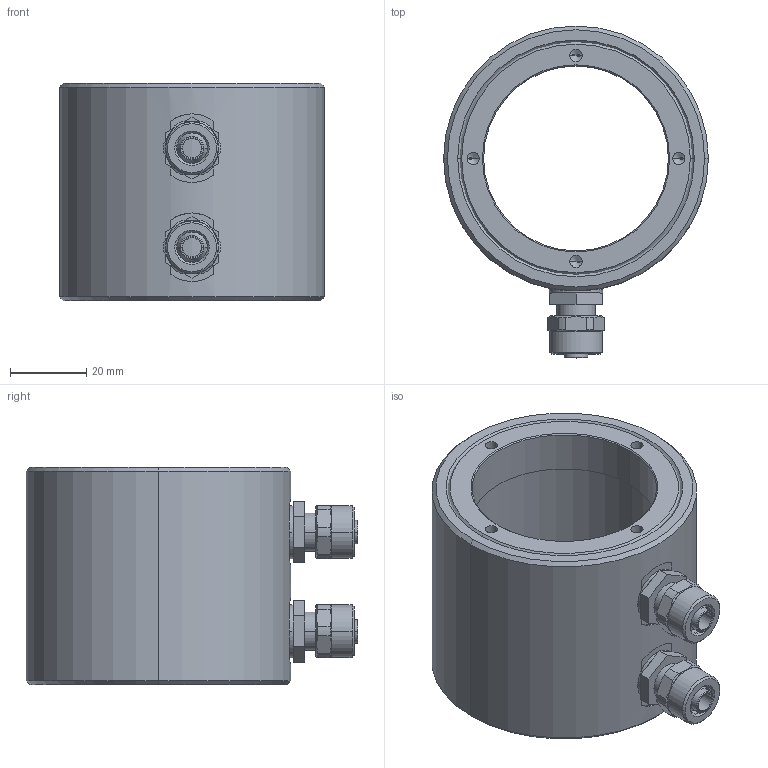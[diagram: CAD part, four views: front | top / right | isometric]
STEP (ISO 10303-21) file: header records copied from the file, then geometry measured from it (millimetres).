
FILE_DESCRIPTION (( 'STEP AP214' ), '1' );
FILE_NAME ('9C313 Kühlflasch.STEP', '2007-09-28T11:16:09', ( 'ab' ), ( '' ), 'SwSTEP 2.0', 'SolidWorks 2007', '' );
FILE_SCHEMA (( 'AUTOMOTIVE_DESIGN' ));
Length unit declared in the file: millimetre
Products named in the file (6): 1C332 Aussenrohr-KF; 65010 Einschraubverschraubung G1_8; 1C331 Innenrohr-KF; O-Ringe_O-Ring 57 x 1,5; 65013 Fiberdichtung f黵 G1_8; 9C313 Kühlflasch
Assembly tree (8 placements, depth 2):
  9C313 Kühlflasch
    65013 Fiberdichtung f黵 G1_8  x2
    65010 Einschraubverschraubung G1_8  x2
    1C332 Aussenrohr-KF
    1C331 Innenrohr-KF
    O-Ringe_O-Ring 57 x 1,5  x2
Bounding box: 69.5 x 87.05 x 57 mm (x, y, z)
Volume: 84808.7 mm3; surface area: 55976.9 mm2
Topology: 8 solids, 8 shells, 339 faces, 735 edges, 432 vertices
Faces by surface type: cylinder 121, cone 84, plane 64, torus 55, bspline 11, sphere 4
Entity records: 11121 total; most frequent: CARTESIAN_POINT 5290, DIRECTION 1281, ORIENTED_EDGE 1068, AXIS2_PLACEMENT_3D 551, EDGE_CURVE 534, VERTEX_POINT 316, CIRCLE 300, EDGE_LOOP 288
